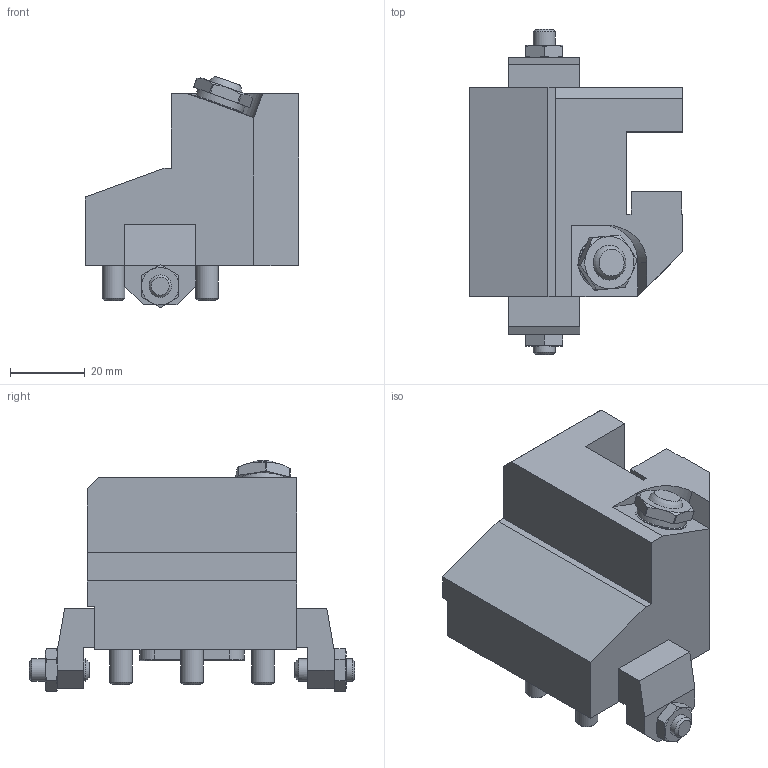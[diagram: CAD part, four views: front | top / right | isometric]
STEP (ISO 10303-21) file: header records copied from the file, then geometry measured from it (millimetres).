
FILE_DESCRIPTION(/* description */ (''),/* implementation_level */ '2;1');
FILE_NAME(/* name */ 'W9990722_stp.stp',/* time_stamp */ '2017-03-07T14:41:59+01:00',/* author */ (''),/* organization */ (''),/* preprocessor_version */ 'ST-DEVELOPER v15',/* originating_system */ 'SIEMENS PLM Software NX 9.0',/* authorisation */ '');
FILE_SCHEMA (('AUTOMOTIVE_DESIGN { 1 0 10303 214 3 1 1 1 }'));
Length unit declared in the file: millimetre
Products named in the file (1): schy0DA0CB11fm4r
Bounding box: 57 x 87 x 61.92 mm (x, y, z)
Volume: 108863.4 mm3; surface area: 20690.7 mm2
Topology: 3 solids, 3 shells, 143 faces, 336 edges, 211 vertices
Faces by surface type: plane 80, cone 39, cylinder 21, torus 2, sphere 1
Full cylindrical faces by diameter (mm): 6 x8, 13.4 x1, 14 x1
Entity records: 3991 total; most frequent: CARTESIAN_POINT 837, DIRECTION 623, ORIENTED_EDGE 618, EDGE_CURVE 309, AXIS2_PLACEMENT_3D 230, VERTEX_POINT 204, EDGE_LOOP 175, LINE 163
